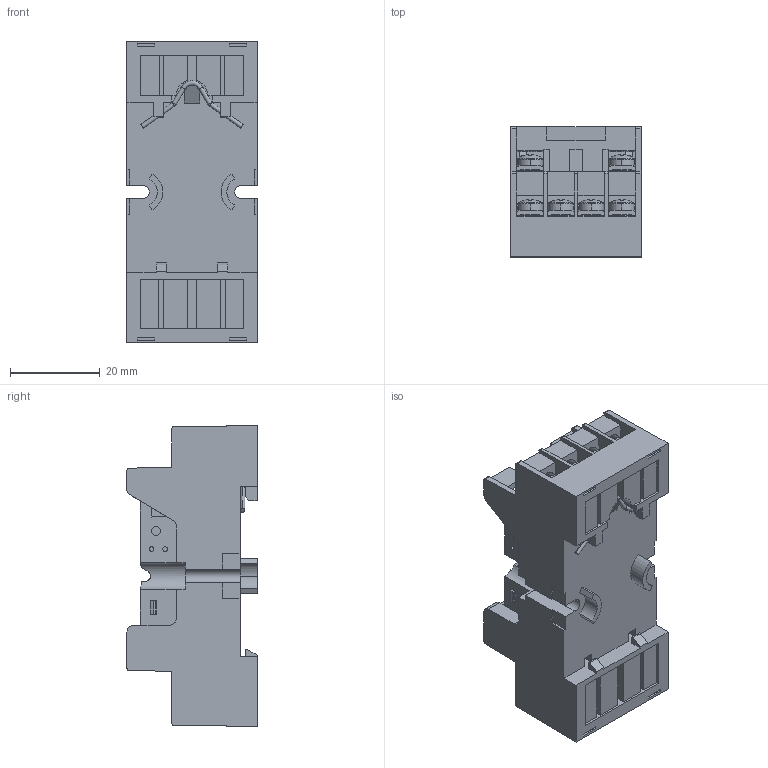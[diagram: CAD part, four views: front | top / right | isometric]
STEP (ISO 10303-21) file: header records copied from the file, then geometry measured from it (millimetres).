
FILE_DESCRIPTION (( 'STEP AP214' ), '1' );
FILE_NAME ('PYF-044BE.STEP', '2021-02-09T06:25:54', ( 'managet2' ), ( '' ), 'SwSTEP 2.0', 'SolidWorks 2016', '' );
FILE_SCHEMA (( 'AUTOMOTIVE_DESIGN' ));
Length unit declared in the file: millimetre
Products named in the file (35): ﾘ琺矜_6x6xﾄ3-1; pan head cross recess screw_iso_ISO 7045 - M3 x 4 - Z --- 4N; PYF-044BE-1; PYF-044BE
Assembly tree (31 placements, depth 2):
  ﾘ琺矜_6x6xﾄ3-1
  pan head cross recess screw_iso_ISO 7045 - M3 x 4 - Z --- 4N
  ﾘ琺矜_6x6xﾄ3-1
  pan head cross recess screw_iso_ISO 7045 - M3 x 4 - Z --- 4N
  ﾘ琺矜_6x6xﾄ3-1
Bounding box: 29 x 29 x 67 mm (x, y, z)
Surface area: 19806.7 mm2 (no closed solid volume)
Topology: 0 solids, 62 shells, 2460 faces, 6471 edges, 4152 vertices
Faces by surface type: plane 1849, cone 282, cylinder 239, bspline 90
Entity records: 35256 total; most frequent: CARTESIAN_POINT 6656, ORIENTED_EDGE 5786, DIRECTION 5420, EDGE_CURVE 2893, LINE 2470, VECTOR 2470, VERTEX_POINT 1872, AXIS2_PLACEMENT_3D 1475
